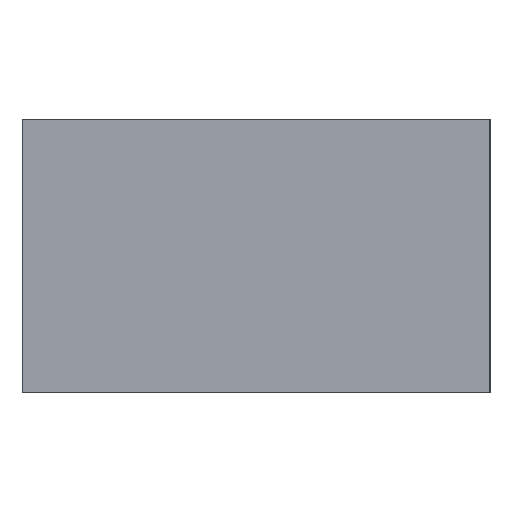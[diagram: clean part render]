
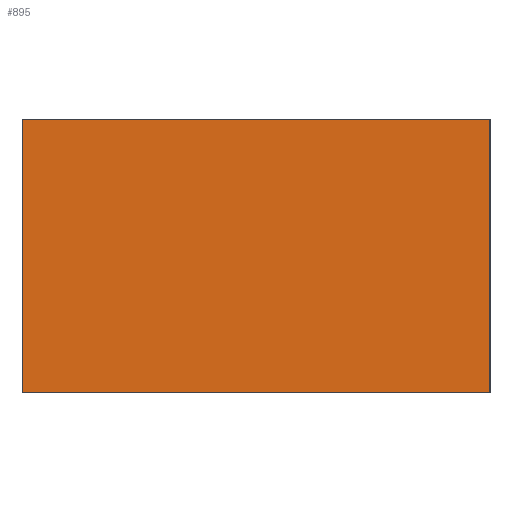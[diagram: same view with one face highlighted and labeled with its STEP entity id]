
A CAD part, left-side view. The second image highlights one B-rep face of the part: STEP entity #895.
In plain terms, the highlighted planar face has unit normal (-1, 0, 0).
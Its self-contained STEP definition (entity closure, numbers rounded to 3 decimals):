
#895=ADVANCED_FACE('',(#901),#896,.F.);
#896=PLANE('',#897);
#897=AXIS2_PLACEMENT_3D('',#898,#899,#900);
#898=CARTESIAN_POINT('Origin',(-1.003,0.61,0.0));
#899=DIRECTION('center_axis',(1.0,0.0,0.0));
#900=DIRECTION('ref_axis',(0.,0.,1.));
#901=FACE_OUTER_BOUND('',#902,.T.);
#902=EDGE_LOOP('',(#903,#913,#923,#933));
#903=ORIENTED_EDGE('',*,*,#904,.F.);
#904=EDGE_CURVE('',#905,#907,#909,.T.);
#905=VERTEX_POINT('',#906);
#906=CARTESIAN_POINT('',(-1.003,-0.61,0.0));
#907=VERTEX_POINT('',#908);
#908=CARTESIAN_POINT('',(-1.003,0.61,0.0));
#909=LINE('',#910,#911);
#910=CARTESIAN_POINT('',(-1.003,-0.61,0.0));
#911=VECTOR('',#912,1.219);
#912=DIRECTION('',(0.0,1.0,0.0));
#913=ORIENTED_EDGE('',*,*,#914,.F.);
#914=EDGE_CURVE('',#915,#917,#919,.T.);
#915=VERTEX_POINT('',#916);
#916=CARTESIAN_POINT('',(-1.003,-0.61,0.711));
#917=VERTEX_POINT('',#906);
#919=LINE('',#920,#921);
#920=CARTESIAN_POINT('',(-1.003,-0.61,0.711));
#921=VECTOR('',#922,0.711);
#922=DIRECTION('',(0.0,0.0,-1.0));
#923=ORIENTED_EDGE('',*,*,#924,.F.);
#924=EDGE_CURVE('',#925,#927,#929,.T.);
#925=VERTEX_POINT('',#926);
#926=CARTESIAN_POINT('',(-1.003,0.61,0.711));
#927=VERTEX_POINT('',#916);
#929=LINE('',#930,#931);
#930=CARTESIAN_POINT('',(-1.003,0.61,0.711));
#931=VECTOR('',#932,1.219);
#932=DIRECTION('',(0.0,-1.0,0.0));
#933=ORIENTED_EDGE('',*,*,#934,.F.);
#934=EDGE_CURVE('',#935,#937,#939,.T.);
#935=VERTEX_POINT('',#908);
#937=VERTEX_POINT('',#926);
#939=LINE('',#940,#941);
#940=CARTESIAN_POINT('',(-1.003,0.61,0.0));
#941=VECTOR('',#942,0.711);
#942=DIRECTION('',(0.0,0.0,1.0));
